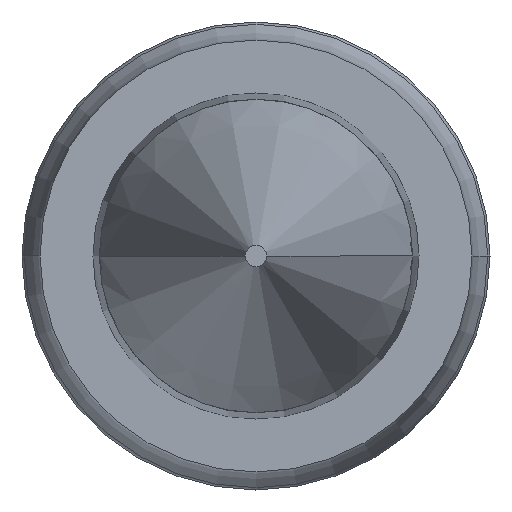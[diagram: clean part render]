
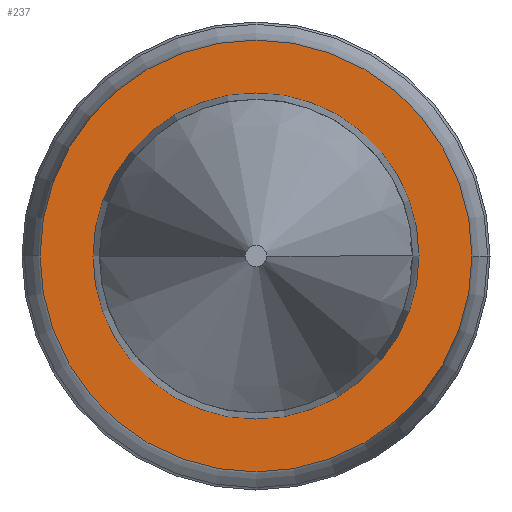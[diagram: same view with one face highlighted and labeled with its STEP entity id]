
A CAD part, left-side view. The second image highlights one B-rep face of the part: STEP entity #237.
In plain terms, the highlighted planar face has unit normal (-1, 0, 0).
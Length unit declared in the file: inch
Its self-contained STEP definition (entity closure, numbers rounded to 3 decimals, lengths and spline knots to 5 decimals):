
#10 = ORIENTED_EDGE ( 'NONE', *, *, #228, .F. ) ;
#12 = VERTEX_POINT ( 'NONE', #67 ) ;
#16 = VERTEX_POINT ( 'NONE', #26 ) ;
#19 = VERTEX_POINT ( 'NONE', #93 ) ;
#26 = CARTESIAN_POINT ( 'NONE',  ( -0.02, -0.01874, 0. ) ) ;
#34 = ORIENTED_EDGE ( 'NONE', *, *, #269, .F. ) ;
#52 = ORIENTED_EDGE ( 'NONE', *, *, #267, .T. ) ;
#67 = CARTESIAN_POINT ( 'NONE',  ( -0.02, 0.02482, 0. ) ) ;
#93 = CARTESIAN_POINT ( 'NONE',  ( -0.02, -0.02482, 0. ) ) ;
#98 = EDGE_LOOP ( 'NONE', ( #105, #52 ) ) ;
#105 = ORIENTED_EDGE ( 'NONE', *, *, #225, .T. ) ;
#108 = VERTEX_POINT ( 'NONE', #311 ) ;
#114 = EDGE_LOOP ( 'NONE', ( #34, #10 ) ) ;
#134 = AXIS2_PLACEMENT_3D ( 'NONE', #376, #374, #373 ) ;
#137 = CIRCLE ( 'NONE', #134, 0.01874 ) ;
#138 = AXIS2_PLACEMENT_3D ( 'NONE', #399, #397, #395 ) ;
#141 = CIRCLE ( 'NONE', #138, 0.02482 ) ;
#154 = AXIS2_PLACEMENT_3D ( 'NONE', #303, #377, #435 ) ;
#169 = AXIS2_PLACEMENT_3D ( 'NONE', #337, #299, #425 ) ;
#174 = AXIS2_PLACEMENT_3D ( 'NONE', #296, #366, #358 ) ;
#187 = CIRCLE ( 'NONE', #154, 0.02482 ) ;
#204 = CIRCLE ( 'NONE', #174, 0.01874 ) ;
#225 = EDGE_CURVE ( 'NONE', #19, #12, #187, .T. ) ;
#228 = EDGE_CURVE ( 'NONE', #16, #108, #204, .T. ) ;
#237 = ADVANCED_FACE ( 'NONE', ( #323, #329 ), #364, .F. ) ;
#267 = EDGE_CURVE ( 'NONE', #12, #19, #141, .T. ) ;
#269 = EDGE_CURVE ( 'NONE', #108, #16, #137, .T. ) ;
#296 = CARTESIAN_POINT ( 'NONE',  ( -0.02, 0., 0. ) ) ;
#299 = DIRECTION ( 'NONE',  ( 1., 0., 0. ) ) ;
#303 = CARTESIAN_POINT ( 'NONE',  ( -0.02, 0., 0. ) ) ;
#311 = CARTESIAN_POINT ( 'NONE',  ( -0.02, 0.01874, 0. ) ) ;
#323 = FACE_BOUND ( 'NONE', #114, .T. ) ;
#329 = FACE_OUTER_BOUND ( 'NONE', #98, .T. ) ;
#337 = CARTESIAN_POINT ( 'NONE',  ( -0.02, 0.02482, 0. ) ) ;
#358 = DIRECTION ( 'NONE',  ( 0., -1., 0. ) ) ;
#364 = PLANE ( 'NONE',  #169 ) ;
#366 = DIRECTION ( 'NONE',  ( -1., 0., 0. ) ) ;
#373 = DIRECTION ( 'NONE',  ( 0., -1., 0. ) ) ;
#374 = DIRECTION ( 'NONE',  ( -1., 0., 0. ) ) ;
#376 = CARTESIAN_POINT ( 'NONE',  ( -0.02, 0., 0. ) ) ;
#377 = DIRECTION ( 'NONE',  ( -1., 0., 0. ) ) ;
#395 = DIRECTION ( 'NONE',  ( 0., -1., 0. ) ) ;
#397 = DIRECTION ( 'NONE',  ( -1., 0., 0. ) ) ;
#399 = CARTESIAN_POINT ( 'NONE',  ( -0.02, 0., 0. ) ) ;
#425 = DIRECTION ( 'NONE',  ( 0., 1., 0. ) ) ;
#435 = DIRECTION ( 'NONE',  ( 0., -1., 0. ) ) ;
